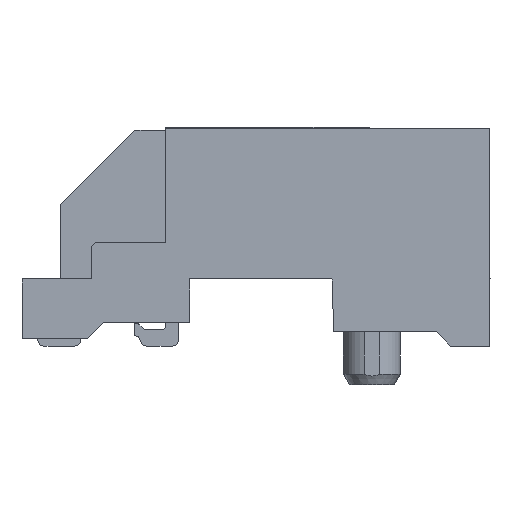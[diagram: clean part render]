
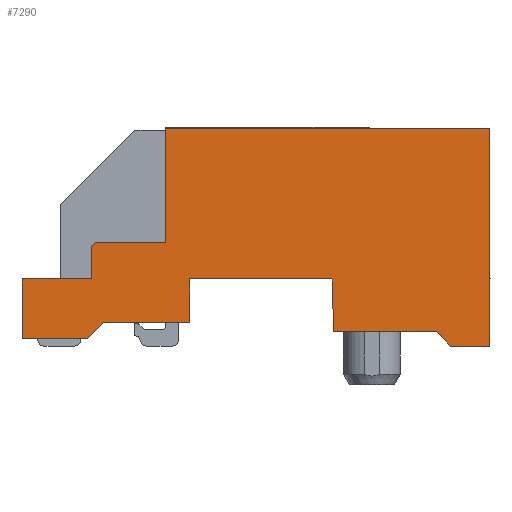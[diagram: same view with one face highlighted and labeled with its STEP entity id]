
A CAD part, left-side view. The second image highlights one B-rep face of the part: STEP entity #7290.
In plain terms, the highlighted planar face has unit normal (-1, 0, 0).
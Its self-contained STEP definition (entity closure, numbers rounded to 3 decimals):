
#328=FACE_OUTER_BOUND($,#752,.T.);
#752=EDGE_LOOP($,(#4806,#4807,#4808,#4809,#4810,#4811,#4812,#4813,#4814,
#4815,#4816,#4817,#4818,#4819,#4820,#4821,#4822));
#1192=LINE($,#10504,#2093);
#1201=LINE($,#10521,#2102);
#1202=LINE($,#10525,#2103);
#1203=LINE($,#10527,#2104);
#1204=LINE($,#10529,#2105);
#1205=LINE($,#10530,#2106);
#1206=LINE($,#10532,#2107);
#1207=LINE($,#10534,#2108);
#1208=LINE($,#10536,#2109);
#1209=LINE($,#10538,#2110);
#1210=LINE($,#10540,#2111);
#1211=LINE($,#10542,#2112);
#1212=LINE($,#10544,#2113);
#1213=LINE($,#10546,#2114);
#1214=LINE($,#10548,#2115);
#1215=LINE($,#10550,#2116);
#1216=LINE($,#10551,#2117);
#2093=VECTOR($,#8386,2.122);
#2102=VECTOR($,#8397,1.059);
#2103=VECTOR($,#8400,1.698);
#2104=VECTOR($,#8401,1.459);
#2105=VECTOR($,#8402,1.598);
#2106=VECTOR($,#8403,0.566);
#2107=VECTOR($,#8404,3.5);
#2108=VECTOR($,#8405,1.3);
#2109=VECTOR($,#8406,2.529);
#2110=VECTOR($,#8407,0.495);
#2111=VECTOR($,#8408,0.96);
#2112=VECTOR($,#8409,5.353);
#2113=VECTOR($,#8410,7.972);
#2114=VECTOR($,#8411,2.804);
#2115=VECTOR($,#8412,1.735);
#2116=VECTOR($,#8413,0.141);
#2117=VECTOR($,#8414,0.8);
#2993=VERTEX_POINT($,#10500);
#2995=VERTEX_POINT($,#10503);
#3002=VERTEX_POINT($,#10519);
#3003=VERTEX_POINT($,#10523);
#3004=VERTEX_POINT($,#10524);
#3005=VERTEX_POINT($,#10526);
#3006=VERTEX_POINT($,#10528);
#3007=VERTEX_POINT($,#10531);
#3008=VERTEX_POINT($,#10533);
#3009=VERTEX_POINT($,#10535);
#3010=VERTEX_POINT($,#10537);
#3011=VERTEX_POINT($,#10539);
#3012=VERTEX_POINT($,#10541);
#3013=VERTEX_POINT($,#10543);
#3014=VERTEX_POINT($,#10545);
#3015=VERTEX_POINT($,#10547);
#3016=VERTEX_POINT($,#10549);
#3710=EDGE_CURVE($,#2993,#2995,#1192,.T.);
#3719=EDGE_CURVE($,#2993,#3002,#1201,.T.);
#3720=EDGE_CURVE($,#3003,#3004,#1202,.T.);
#3721=EDGE_CURVE($,#3003,#3005,#1203,.T.);
#3722=EDGE_CURVE($,#3005,#3006,#1204,.T.);
#3723=EDGE_CURVE($,#3006,#2995,#1205,.T.);
#3724=EDGE_CURVE($,#3002,#3007,#1206,.T.);
#3725=EDGE_CURVE($,#3007,#3008,#1207,.T.);
#3726=EDGE_CURVE($,#3009,#3008,#1208,.T.);
#3727=EDGE_CURVE($,#3009,#3010,#1209,.T.);
#3728=EDGE_CURVE($,#3010,#3011,#1210,.T.);
#3729=EDGE_CURVE($,#3011,#3012,#1211,.T.);
#3730=EDGE_CURVE($,#3013,#3012,#1212,.T.);
#3731=EDGE_CURVE($,#3013,#3014,#1213,.T.);
#3732=EDGE_CURVE($,#3014,#3015,#1214,.T.);
#3733=EDGE_CURVE($,#3015,#3016,#1215,.T.);
#3734=EDGE_CURVE($,#3016,#3004,#1216,.T.);
#4806=ORIENTED_EDGE($,*,*,#3720,.F.);
#4807=ORIENTED_EDGE($,*,*,#3721,.T.);
#4808=ORIENTED_EDGE($,*,*,#3722,.T.);
#4809=ORIENTED_EDGE($,*,*,#3723,.T.);
#4810=ORIENTED_EDGE($,*,*,#3710,.F.);
#4811=ORIENTED_EDGE($,*,*,#3719,.T.);
#4812=ORIENTED_EDGE($,*,*,#3724,.T.);
#4813=ORIENTED_EDGE($,*,*,#3725,.T.);
#4814=ORIENTED_EDGE($,*,*,#3726,.F.);
#4815=ORIENTED_EDGE($,*,*,#3727,.T.);
#4816=ORIENTED_EDGE($,*,*,#3728,.T.);
#4817=ORIENTED_EDGE($,*,*,#3729,.T.);
#4818=ORIENTED_EDGE($,*,*,#3730,.F.);
#4819=ORIENTED_EDGE($,*,*,#3731,.T.);
#4820=ORIENTED_EDGE($,*,*,#3732,.T.);
#4821=ORIENTED_EDGE($,*,*,#3733,.T.);
#4822=ORIENTED_EDGE($,*,*,#3734,.T.);
#6956=PLANE($,#7767);
#7290=ADVANCED_FACE($,(#328),#6956,.T.);
#7767=AXIS2_PLACEMENT_3D($,#10522,#8398,#8399);
#8386=DIRECTION($,(0.,1.,0.));
#8397=DIRECTION($,(0.,0.,1.));
#8398=DIRECTION('center_axis',(-1.,0.,0.));
#8399=DIRECTION('ref_axis',(0.,-1.,0.));
#8400=DIRECTION($,(0.,-1.,0.));
#8401=DIRECTION($,(0.,0.,-1.));
#8402=DIRECTION($,(0.,-1.,0.));
#8403=DIRECTION($,(0.,-0.707,0.707));
#8404=DIRECTION($,(0.,-1.,0.));
#8405=DIRECTION($,(0.,-0.035,-0.999));
#8406=DIRECTION($,(0.,1.,0.));
#8407=DIRECTION($,(0.,-0.707,-0.707));
#8408=DIRECTION($,(0.,-1.,0.));
#8409=DIRECTION($,(0.,0.,1.));
#8410=DIRECTION($,(0.,-1.,0.));
#8411=DIRECTION($,(0.,0.,-1.));
#8412=DIRECTION($,(0.,1.,0.));
#8413=DIRECTION($,(0.,0.707,-0.707));
#8414=DIRECTION($,(0.,0.,-1.));
#10500=CARTESIAN_POINT('',(-15.1,-1.954,0.59));
#10503=CARTESIAN_POINT('',(-15.1,0.168,0.59));
#10504=CARTESIAN_POINT($,(-15.1,-1.954,0.59));
#10519=CARTESIAN_POINT('',(-15.1,-1.954,1.649));
#10521=CARTESIAN_POINT($,(-15.1,-1.954,0.59));
#10522=CARTESIAN_POINT('Origin',(-15.1,0.925,1.114));
#10523=CARTESIAN_POINT('',(-15.1,2.166,1.649));
#10524=CARTESIAN_POINT('',(-15.1,0.468,1.649));
#10525=CARTESIAN_POINT($,(-15.1,2.166,1.649));
#10526=CARTESIAN_POINT('',(-15.1,2.166,0.19));
#10527=CARTESIAN_POINT($,(-15.1,2.166,1.649));
#10528=CARTESIAN_POINT('',(-15.1,0.568,0.19));
#10529=CARTESIAN_POINT($,(-15.1,2.166,0.19));
#10530=CARTESIAN_POINT($,(-15.1,0.568,0.19));
#10531=CARTESIAN_POINT('',(-15.1,-5.454,1.649));
#10532=CARTESIAN_POINT($,(-15.1,-1.954,1.649));
#10533=CARTESIAN_POINT('',(-15.1,-5.499,0.35));
#10534=CARTESIAN_POINT($,(-15.1,-5.454,1.649));
#10535=CARTESIAN_POINT('',(-15.1,-8.028,0.35));
#10536=CARTESIAN_POINT($,(-15.1,-8.028,0.35));
#10537=CARTESIAN_POINT('',(-15.1,-8.378,0.));
#10538=CARTESIAN_POINT($,(-15.1,-8.028,0.35));
#10539=CARTESIAN_POINT('',(-15.1,-9.338,0.));
#10540=CARTESIAN_POINT($,(-15.1,-8.378,0.));
#10541=CARTESIAN_POINT('',(-15.1,-9.338,5.353));
#10542=CARTESIAN_POINT($,(-15.1,-9.338,0.));
#10543=CARTESIAN_POINT('',(-15.1,-1.367,5.353));
#10544=CARTESIAN_POINT($,(-15.1,-1.367,5.353));
#10545=CARTESIAN_POINT('',(-15.1,-1.367,2.549));
#10546=CARTESIAN_POINT($,(-15.1,-1.367,5.353));
#10547=CARTESIAN_POINT('',(-15.1,0.368,2.549));
#10548=CARTESIAN_POINT($,(-15.1,-1.367,2.549));
#10549=CARTESIAN_POINT('',(-15.1,0.468,2.449));
#10550=CARTESIAN_POINT($,(-15.1,0.368,2.549));
#10551=CARTESIAN_POINT($,(-15.1,0.468,2.449));
